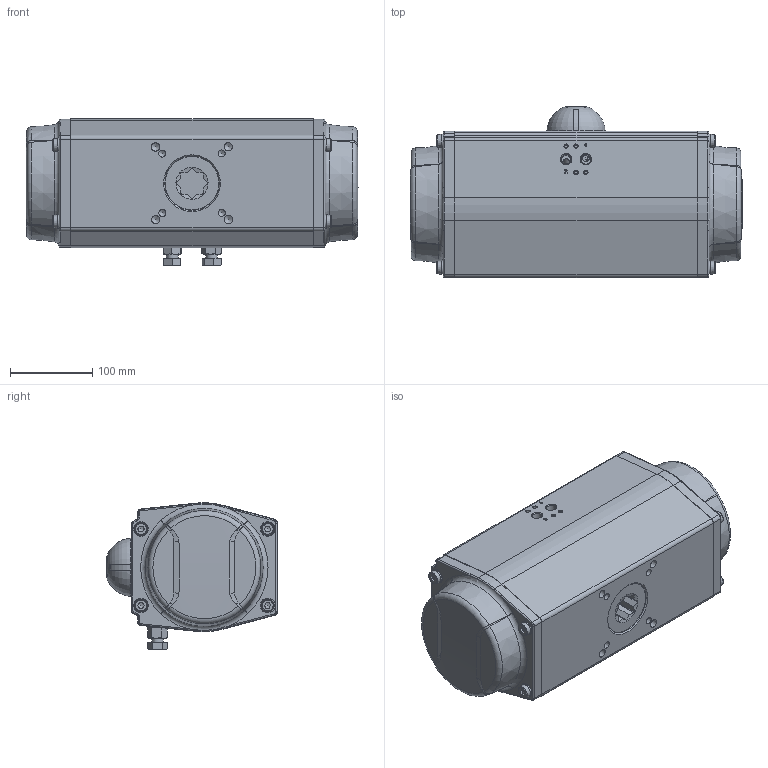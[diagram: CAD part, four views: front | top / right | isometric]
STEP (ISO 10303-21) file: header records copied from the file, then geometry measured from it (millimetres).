
FILE_DESCRIPTION(/* description */ (''),/* implementation_level */ '2;1');
FILE_NAME(/* name */ 'GTEA140装配体-231109',/* time_stamp */ '2024-11-25T16:24:16+08:00',/* author */ ('Xiaofan.Zhang'),/* organization */ ('Rotork'),/* preprocessor_version */ 'ST-DEVELOPER v18.102',/* originating_system */ 'Solid Edge',/* authorisation */ 'Unknown');
FILE_SCHEMA (('AUTOMOTIVE_DESIGN {1 0 10303 214 3 1 1}'));
Length unit declared in the file: millimetre
Products named in the file (1): GTEA140蚾饜极-2311
Bounding box: 403.57 x 208 x 178.29 mm (x, y, z)
Surface area: 328242.4 mm2 (no closed solid volume)
Topology: 0 solids, 27 shells, 503 faces, 1412 edges, 942 vertices
Faces by surface type: plane 169, cylinder 169, cone 86, torus 49, bspline 28, sphere 2
Full cylindrical faces by diameter (mm): 4.2 x12, 5 x1, 8 x1, 8.5 x4, 10.2 x4, 11.8 x2, 14 x2, 18 x8, 35 x1, 66 x1
Entity records: 18272 total; most frequent: CARTESIAN_POINT 6189, DIRECTION 2322, ORIENTED_EDGE 2279, EDGE_CURVE 1280, AXIS2_PLACEMENT_3D 936, VERTEX_POINT 924, FACE_BOUND 671, EDGE_LOOP 646
